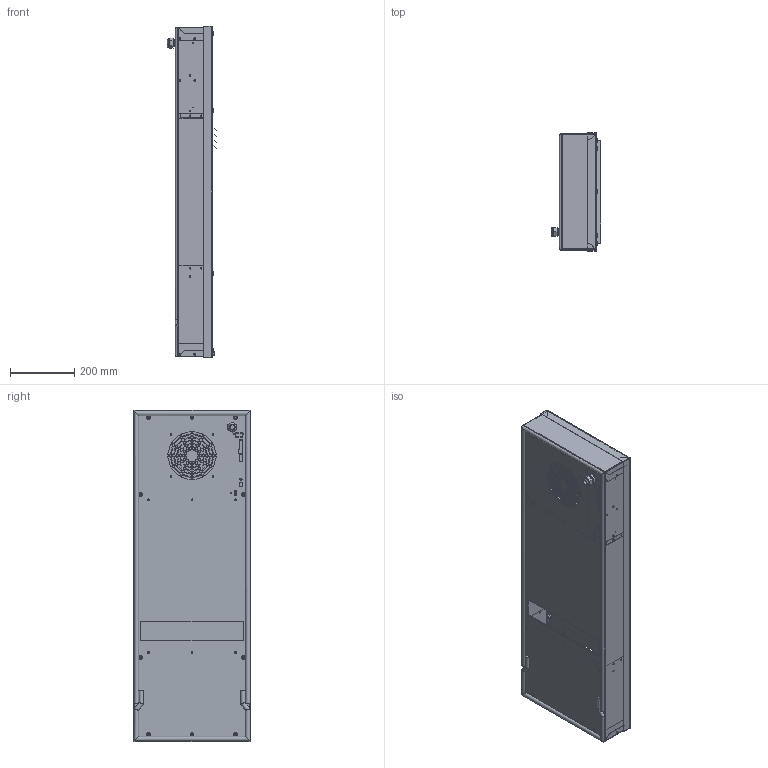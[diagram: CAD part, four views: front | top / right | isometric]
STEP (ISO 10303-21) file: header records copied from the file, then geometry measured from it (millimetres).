
FILE_DESCRIPTION( ( 'Unknown' ), '1' );
FILE_NAME( 'XVH60.stp', 'Unknown', ( 'Unknown' ), ( 'Unknown' ), 'PSStep 14.0', 'Unknown', ' ' );
FILE_SCHEMA( ( 'AUTOMOTIVE_DESIGN { 1 0 10303 214 1 1 1 1 }' ) );
Length unit declared in the file: millimetre
Products named in the file (47): XVH60001; INSERTO-M4_CIR_AP_S-BORDO; Isolante laterale telaio 105 x 458 x 3.psm; Profilo posteriore interno telaio; Profilo laterale interno telaio; Profilo laterale interno telaio-oa0; Profilo interno rinforzo telaio; Profilo interno rinforzo telaio-oa1; Profilo interno rinforzo telaio-oa2; Profilo interno rinforzo telaio-oa3; INSERTO-M6_CIR_AP_C-DISTANZIAE; INSERTO 4.2; INSERTO 4.2-oa4; INSERTO 4.2-oa5; INSERTO 4.2-oa6; INSERTO 4.2-oa7; INSERTO 4.2-oa8; INSERTO 4.2-oa9; INSERTO 4.2-oa10; INSERTO 4.2-oa11; INSERTO 4.2-oa12; INSERTO 4.2-oa13; INSERTO 4.2-oa14; Isolante posteriore telaio 345 x 356 x 3; Isolante frontale telaio; Isolante laterale telaio; INSERTO M6 ESAGONALE CHIUSO CON BORDO _ 1201400070; PERNO FILETTATO A PRESSIONE CP15 0 040.12; XVH60002; Profilo interno coperchio; Profilo interno coperchio-oa25; Linguetta di terra DOPPIA; Isolante coperchio 363 x 1028 x 3; Assem1; PRESSACAVO OBO PG16 _ 0354600111; GUARNIZIONE A FILO 14x8-oa15; GUARNIZIONE A FILO 14x8-oa16; GUARNIZIONE A FILO 14x8-oa17; GUARNIZIONE A FILO 14x8-oa18; GUARNIZIONE A FILO 14x8-oa19 ...
Assembly tree (75 placements, depth 3):
  Assem1
    PRESSACAVO OBO PG16 _ 0354600111
    GUARNIZIONE A FILO 14x8-oa15
    GUARNIZIONE A FILO 14x8-oa16
    GUARNIZIONE A FILO 14x8-oa17
    GUARNIZIONE A FILO 14x8-oa18
    GUARNIZIONE A FILO 14x8-oa19
    GUARNIZIONE A FILO 14x8-oa20
    GUARNIZIONE A FILO 14x8-oa21
    GUARNIZIONE A FILO 14x8-oa22
    GUARNIZIONE A FILO 14x8-oa23
    GUARNIZIONE A FILO 14x8-oa24
    XVH60001
      INSERTO-M4_CIR_AP_S-BORDO  x9
      Isolante laterale telaio 105 x 458 x 3.psm  x2
      Profilo posteriore interno telaio
      Profilo laterale interno telaio
      Profilo laterale interno telaio-oa0
      Profilo interno rinforzo telaio
      Profilo interno rinforzo telaio-oa1
      Profilo interno rinforzo telaio-oa2
      Profilo interno rinforzo telaio-oa3
      INSERTO-M6_CIR_AP_C-DISTANZIAE
      INSERTO 4.2
      INSERTO 4.2-oa4
      INSERTO 4.2-oa5
      INSERTO 4.2-oa6
      INSERTO 4.2-oa7
      INSERTO 4.2-oa8
      INSERTO 4.2-oa9
      INSERTO 4.2-oa10
      INSERTO 4.2-oa11
      INSERTO 4.2-oa12
      INSERTO 4.2-oa13
      INSERTO 4.2-oa14
      Isolante posteriore telaio 345 x 356 x 3
      Isolante frontale telaio
      Isolante laterale telaio
      XVH60001
      INSERTO M6 ESAGONALE CHIUSO CON BORDO _ 1201400070  x10
      PERNO FILETTATO A PRESSIONE CP15 0 040.12  x2
    XVH60002
      Profilo interno coperchio
      Profilo interno coperchio-oa25
      Linguetta di terra DOPPIA
      Isolante coperchio 363 x 1028 x 3
      XVH60002
      INSERTO M6 ESAGONALE CHIUSO CON BORDO _ 1201400070  x10
Bounding box: 153.61 x 365 x 1030 mm (x, y, z)
Volume: 3221795.7 mm3; surface area: 3725523.1 mm2
Topology: 73 solids, 73 shells, 2525 faces, 6881 edges, 4511 vertices
Faces by surface type: plane 1565, cylinder 673, cone 270, bspline 16, torus 1
Full cylindrical faces by diameter (mm): 0.5 x3, 1 x1, 1.5 x2, 2 x4, 2.7 x2, 3 x12, 3.242 x9, 3.5 x1, 4 x4, 4.5 x68, 4.917 x21, 5 x21, 6 x18, 6.5 x2, 8 x1, 8.2 x20, 9 x2, 12 x21, 14 x2, 14.4 x1, 17.3 x1, 22.5 x1, 26 x1, 32 x1
Entity records: 83800 total; most frequent: CARTESIAN_POINT 12449, ORIENTED_EDGE 11040, DIRECTION 10934, EDGE_CURVE 5520, LINE 4078, VECTOR 4078, VERTEX_POINT 3723, AXIS2_PLACEMENT_3D 3428
